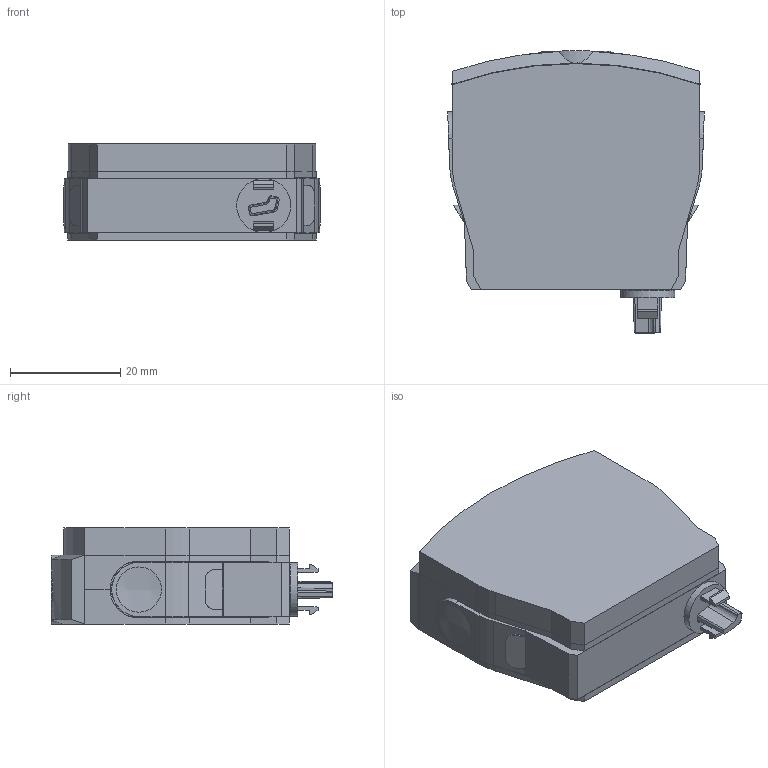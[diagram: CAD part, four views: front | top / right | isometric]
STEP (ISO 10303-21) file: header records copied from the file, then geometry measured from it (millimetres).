
FILE_DESCRIPTION (( 'STEP AP214' ), '1' );
FILE_NAME ('5080430.stp', '2022-08-29T11:42:38', ( '' ), ( '' ), 'SwSTEP 2.0', 'SolidWorks 2020', '' );
FILE_SCHEMA (( 'AUTOMOTIVE_DESIGN' ));
Length unit declared in the file: millimetre
Products named in the file (8): 155731; 137571; 070167; 123292_Standard - Deckel links + rechts; 123292_rechts ohne Radien; 123291_Standard; 123293_3D-Druck; 5080430
Assembly tree (7 placements, depth 3):
  5080430
    155731
      123291_Standard
    123293_3D-Druck
    070167
    123292_rechts ohne Radien
    123292_Standard - Deckel links + rechts
    137571
Bounding box: 46.51 x 51.1 x 17.4 mm (x, y, z)
Volume: 23591.1 mm3; surface area: 18902.1 mm2
Topology: 6 solids, 6 shells, 260 faces, 716 edges, 475 vertices
Faces by surface type: plane 184, cylinder 57, cone 11, sphere 8
Full cylindrical faces by diameter (mm): 5.5 x1, 12.5 x1
Entity records: 9130 total; most frequent: CARTESIAN_POINT 1631, ORIENTED_EDGE 1426, DIRECTION 1382, EDGE_CURVE 713, LINE 530, VECTOR 530, VERTEX_POINT 475, AXIS2_PLACEMENT_3D 426
